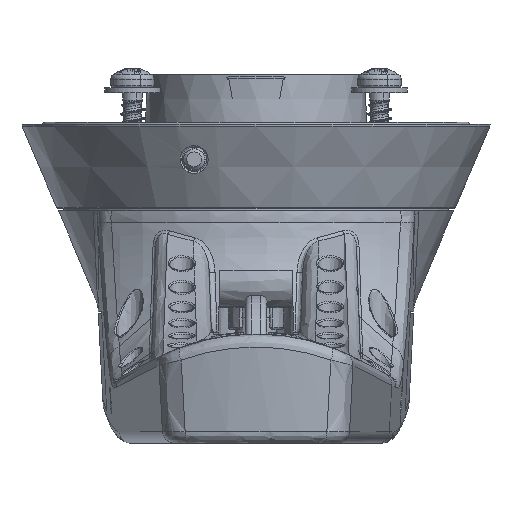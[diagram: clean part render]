
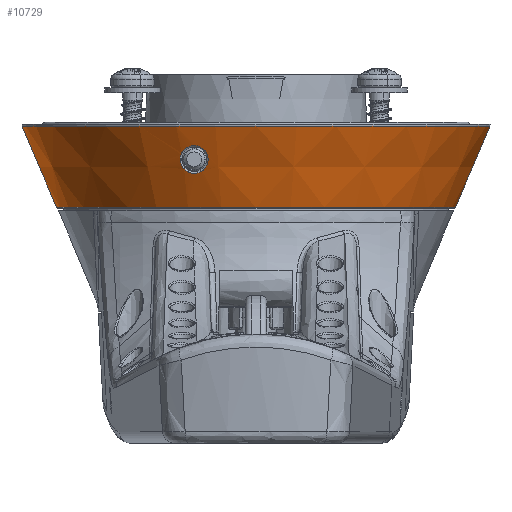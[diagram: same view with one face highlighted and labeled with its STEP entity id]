
A CAD part, front view. The second image highlights one B-rep face of the part: STEP entity #10729.
In plain terms, the highlighted conical face has half-angle 23 degrees and reference radius 32.25 mm.
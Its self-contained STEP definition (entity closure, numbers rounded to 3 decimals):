
#1902=B_SPLINE_CURVE_WITH_KNOTS('',3,(#109673,#109674,#109675,#109676,#109677,
#109678,#109679,#109680,#109681,#109682,#109683,#109684,#109685,#109686,
#109687,#109688,#109689,#109690,#109691,#109692,#109693,#109694,#109695,
#109696,#109697,#109698,#109699,#109700,#109701,#109702,#109703,#109704,
#109705,#109706,#109707,#109708,#109709,#109710,#109711,#109712,#109713,
#109714,#109715,#109716,#109717,#109718,#109719,#109720,#109721,#109722,
#109723,#109724,#109725,#109726,#109727,#109728,#109729,#109730),
 .UNSPECIFIED.,.T.,.F.,(1,3,3,3,3,3,3,3,3,3,3,3,3,3,3,3,3,3,3,3,3,1),(-0.052,
0.,0.045,0.107,0.167,0.222,
0.272,0.318,0.363,0.409,
0.463,0.525,0.592,0.655,
0.71,0.759,0.804,0.849,
0.896,0.948,1.,1.045),.UNSPECIFIED.);
#7938=CONICAL_SURFACE('',#80122,32.25,23.);
#8333=FACE_BOUND('',#20751,.T.);
#8334=FACE_BOUND('',#20752,.T.);
#8335=FACE_BOUND('',#20753,.T.);
#10729=ADVANCED_FACE('',(#8333,#8334,#8335),#7938,.T.);
#20751=EDGE_LOOP('',(#34782));
#20752=EDGE_LOOP('',(#34783));
#20753=EDGE_LOOP('',(#34784));
#34782=ORIENTED_EDGE('',*,*,#64757,.T.);
#34783=ORIENTED_EDGE('',*,*,#64756,.T.);
#34784=ORIENTED_EDGE('',*,*,#64758,.F.);
#56388=VERTEX_POINT('',#109671);
#56389=VERTEX_POINT('',#109731);
#56390=VERTEX_POINT('',#109733);
#64756=EDGE_CURVE('',#56388,#56388,#77616,.T.);
#64757=EDGE_CURVE('',#56389,#56389,#1902,.T.);
#64758=EDGE_CURVE('',#56390,#56390,#77617,.T.);
#77616=CIRCLE('',#80119,37.896);
#77617=CIRCLE('',#80121,32.302);
#80119=AXIS2_PLACEMENT_3D('',#109670,#88349,#88350);
#80121=AXIS2_PLACEMENT_3D('',#109732,#88353,#88354);
#80122=AXIS2_PLACEMENT_3D('',#109734,#88355,#88356);
#88349=DIRECTION('',(0.,0.,-1.));
#88350=DIRECTION('',(0.,-1.,0.));
#88353=DIRECTION('',(0.,0.,-1.));
#88354=DIRECTION('',(1.,0.,0.));
#88355=DIRECTION('',(0.,0.,1.));
#88356=DIRECTION('',(1.,0.,0.));
#109670=CARTESIAN_POINT('',(0.,0.,13.3));
#109671=CARTESIAN_POINT('',(0.,-37.896,13.3));
#109673=CARTESIAN_POINT('',(-7.776,-34.903,8.266));
#109674=CARTESIAN_POINT('',(-7.741,-34.82,8.058));
#109675=CARTESIAN_POINT('',(-7.737,-34.729,7.846));
#109676=CARTESIAN_POINT('',(-7.761,-34.635,7.641));
#109677=CARTESIAN_POINT('',(-7.793,-34.505,7.359));
#109678=CARTESIAN_POINT('',(-7.88,-34.365,7.083));
#109679=CARTESIAN_POINT('',(-8.013,-34.226,6.836));
#109680=CARTESIAN_POINT('',(-8.139,-34.093,6.599));
#109681=CARTESIAN_POINT('',(-8.31,-33.958,6.383));
#109682=CARTESIAN_POINT('',(-8.514,-33.829,6.205));
#109683=CARTESIAN_POINT('',(-8.701,-33.71,6.04));
#109684=CARTESIAN_POINT('',(-8.921,-33.593,5.904));
#109685=CARTESIAN_POINT('',(-9.158,-33.486,5.809));
#109686=CARTESIAN_POINT('',(-9.374,-33.389,5.722));
#109687=CARTESIAN_POINT('',(-9.609,-33.298,5.667));
#109688=CARTESIAN_POINT('',(-9.848,-33.22,5.651));
#109689=CARTESIAN_POINT('',(-10.069,-33.148,5.636));
#109690=CARTESIAN_POINT('',(-10.298,-33.085,5.654));
#109691=CARTESIAN_POINT('',(-10.519,-33.038,5.706));
#109692=CARTESIAN_POINT('',(-10.732,-32.993,5.757));
#109693=CARTESIAN_POINT('',(-10.943,-32.96,5.84));
#109694=CARTESIAN_POINT('',(-11.136,-32.946,5.953));
#109695=CARTESIAN_POINT('',(-11.337,-32.93,6.07));
#109696=CARTESIAN_POINT('',(-11.523,-32.934,6.222));
#109697=CARTESIAN_POINT('',(-11.678,-32.956,6.395));
#109698=CARTESIAN_POINT('',(-11.856,-32.983,6.593));
#109699=CARTESIAN_POINT('',(-11.998,-33.036,6.825));
#109700=CARTESIAN_POINT('',(-12.094,-33.109,7.064));
#109701=CARTESIAN_POINT('',(-12.205,-33.194,7.343));
#109702=CARTESIAN_POINT('',(-12.257,-33.31,7.642));
#109703=CARTESIAN_POINT('',(-12.254,-33.44,7.926));
#109704=CARTESIAN_POINT('',(-12.251,-33.578,8.228));
#109705=CARTESIAN_POINT('',(-12.185,-33.736,8.526));
#109706=CARTESIAN_POINT('',(-12.07,-33.897,8.792));
#109707=CARTESIAN_POINT('',(-11.961,-34.05,9.045));
#109708=CARTESIAN_POINT('',(-11.805,-34.21,9.279));
#109709=CARTESIAN_POINT('',(-11.612,-34.363,9.475));
#109710=CARTESIAN_POINT('',(-11.442,-34.499,9.65));
#109711=CARTESIAN_POINT('',(-11.239,-34.633,9.8));
#109712=CARTESIAN_POINT('',(-11.014,-34.755,9.913));
#109713=CARTESIAN_POINT('',(-10.816,-34.862,10.013));
#109714=CARTESIAN_POINT('',(-10.597,-34.961,10.086));
#109715=CARTESIAN_POINT('',(-10.369,-35.046,10.124));
#109716=CARTESIAN_POINT('',(-10.159,-35.123,10.159));
#109717=CARTESIAN_POINT('',(-9.938,-35.189,10.164));
#109718=CARTESIAN_POINT('',(-9.719,-35.237,10.137));
#109719=CARTESIAN_POINT('',(-9.503,-35.285,10.11));
#109720=CARTESIAN_POINT('',(-9.285,-35.316,10.049));
#109721=CARTESIAN_POINT('',(-9.082,-35.329,9.959));
#109722=CARTESIAN_POINT('',(-8.863,-35.342,9.861));
#109723=CARTESIAN_POINT('',(-8.657,-35.334,9.726));
#109724=CARTESIAN_POINT('',(-8.481,-35.306,9.566));
#109725=CARTESIAN_POINT('',(-8.29,-35.276,9.392));
#109726=CARTESIAN_POINT('',(-8.13,-35.222,9.183));
#109727=CARTESIAN_POINT('',(-8.012,-35.153,8.963));
#109728=CARTESIAN_POINT('',(-7.894,-35.084,8.742));
#109729=CARTESIAN_POINT('',(-7.815,-34.998,8.504));
#109730=CARTESIAN_POINT('',(-7.776,-34.903,8.266));
#109731=CARTESIAN_POINT('',(-7.776,-34.903,8.266));
#109732=CARTESIAN_POINT('',(0.,0.,0.122));
#109733=CARTESIAN_POINT('',(32.302,0.,0.122));
#109734=CARTESIAN_POINT('',(0.,0.,0.));
